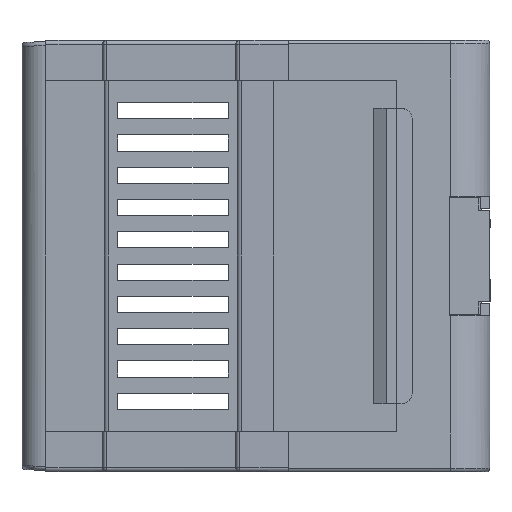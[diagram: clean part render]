
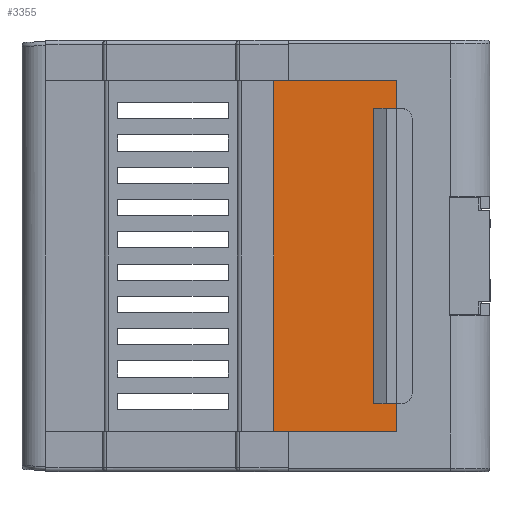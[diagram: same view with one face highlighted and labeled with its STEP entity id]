
A CAD part, left-side view. The second image highlights one B-rep face of the part: STEP entity #3355.
In plain terms, the highlighted planar face has unit normal (-1, 0, 0).
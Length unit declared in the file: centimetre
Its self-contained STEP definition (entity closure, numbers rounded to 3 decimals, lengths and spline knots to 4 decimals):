
#301 = LINE ( 'NONE', #22957, #19606 ) ;
#318 = VERTEX_POINT ( 'NONE', #19613 ) ;
#614 = LINE ( 'NONE', #6165, #15953 ) ;
#685 = ORIENTED_EDGE ( 'NONE', *, *, #6445, .F. ) ;
#973 = ORIENTED_EDGE ( 'NONE', *, *, #992, .F. ) ;
#992 = EDGE_CURVE ( 'NONE', #26902, #16171, #6954, .T. ) ;
#1466 = ORIENTED_EDGE ( 'NONE', *, *, #10799, .F. ) ;
#2597 = CARTESIAN_POINT ( 'NONE',  ( -4.4702, 0.2822, -0.0086 ) ) ;
#2771 = DIRECTION ( 'NONE',  ( 0., 1., 0. ) ) ;
#2925 = LINE ( 'NONE', #12912, #21518 ) ;
#3008 = AXIS2_PLACEMENT_3D ( 'NONE', #7868, #26438, #11991 ) ;
#3355 = ADVANCED_FACE ( 'NONE', ( #21787 ), #5863, .F. ) ;
#3428 = CARTESIAN_POINT ( 'NONE',  ( -4.4702, 0., -0.5 ) ) ;
#3996 = DIRECTION ( 'NONE',  ( 0., 1., 0. ) ) ;
#4014 = VECTOR ( 'NONE', #22479, 100. ) ;
#4268 = DIRECTION ( 'NONE',  ( 0., 0., -1. ) ) ;
#4546 = VERTEX_POINT ( 'NONE', #18598 ) ;
#4712 = LINE ( 'NONE', #12051, #15118 ) ;
#5761 = CARTESIAN_POINT ( 'NONE',  ( -4.4702, 0., -4.85 ) ) ;
#5863 = PLANE ( 'NONE',  #3008 ) ;
#6013 = DIRECTION ( 'NONE',  ( 0., 0., -1. ) ) ;
#6165 = CARTESIAN_POINT ( 'NONE',  ( -4.4702, 0., -0.845 ) ) ;
#6190 = CARTESIAN_POINT ( 'NONE',  ( -4.4702, 0.2822, -4.505 ) ) ;
#6445 = EDGE_CURVE ( 'NONE', #16171, #6866, #2925, .T. ) ;
#6866 = VERTEX_POINT ( 'NONE', #19075 ) ;
#6954 = LINE ( 'NONE', #5761, #4014 ) ;
#7150 = CARTESIAN_POINT ( 'NONE',  ( -4.4702, 1.5192, -12.7574 ) ) ;
#7868 = CARTESIAN_POINT ( 'NONE',  ( -4.4702, 0., -12.7574 ) ) ;
#8353 = VECTOR ( 'NONE', #6013, 100. ) ;
#9141 = ORIENTED_EDGE ( 'NONE', *, *, #14149, .T. ) ;
#9161 = LINE ( 'NONE', #7150, #19265 ) ;
#9857 = DIRECTION ( 'NONE',  ( 0., 1., 0. ) ) ;
#9869 = VECTOR ( 'NONE', #9857, 100. ) ;
#10176 = ORIENTED_EDGE ( 'NONE', *, *, #24347, .T. ) ;
#10279 = CARTESIAN_POINT ( 'NONE',  ( -4.4702, 0., 7.4074 ) ) ;
#10315 = DIRECTION ( 'NONE',  ( 0., -1., 0. ) ) ;
#10388 = EDGE_CURVE ( 'NONE', #12137, #23009, #301, .T. ) ;
#10799 = EDGE_CURVE ( 'NONE', #11192, #12137, #17278, .T. ) ;
#11192 = VERTEX_POINT ( 'NONE', #17945 ) ;
#11293 = LINE ( 'NONE', #10279, #8353 ) ;
#11469 = ORIENTED_EDGE ( 'NONE', *, *, #16940, .T. ) ;
#11991 = DIRECTION ( 'NONE',  ( 0., 0., -1. ) ) ;
#12051 = CARTESIAN_POINT ( 'NONE',  ( -4.4702, 0., -12.7574 ) ) ;
#12137 = VERTEX_POINT ( 'NONE', #6190 ) ;
#12704 = EDGE_LOOP ( 'NONE', ( #1466, #11469, #9141, #19743, #10176, #25446, #685, #973, #22455, #15458 ) ) ;
#12912 = CARTESIAN_POINT ( 'NONE',  ( -4.4702, 0., -4.85 ) ) ;
#13067 = VECTOR ( 'NONE', #4268, 100. ) ;
#13817 = CARTESIAN_POINT ( 'NONE',  ( -4.4702, 1.3392, -0.5 ) ) ;
#14149 = EDGE_CURVE ( 'NONE', #4546, #16686, #4712, .T. ) ;
#14526 = DIRECTION ( 'NONE',  ( 0., -1., 0. ) ) ;
#14933 = LINE ( 'NONE', #22736, #23745 ) ;
#15118 = VECTOR ( 'NONE', #26970, 100. ) ;
#15143 = EDGE_CURVE ( 'NONE', #16686, #17844, #20286, .T. ) ;
#15458 = ORIENTED_EDGE ( 'NONE', *, *, #10388, .F. ) ;
#15953 = VECTOR ( 'NONE', #14526, 100. ) ;
#15983 = CARTESIAN_POINT ( 'NONE',  ( -4.4702, 0., -4.505 ) ) ;
#16171 = VERTEX_POINT ( 'NONE', #21812 ) ;
#16686 = VERTEX_POINT ( 'NONE', #3428 ) ;
#16940 = EDGE_CURVE ( 'NONE', #11192, #4546, #614, .T. ) ;
#17278 = LINE ( 'NONE', #2597, #13067 ) ;
#17844 = VERTEX_POINT ( 'NONE', #13817 ) ;
#17945 = CARTESIAN_POINT ( 'NONE',  ( -4.4702, 0.2822, -0.845 ) ) ;
#18598 = CARTESIAN_POINT ( 'NONE',  ( -4.4702, 0., -0.845 ) ) ;
#19075 = CARTESIAN_POINT ( 'NONE',  ( -4.4702, 1.5192, -4.85 ) ) ;
#19110 = EDGE_CURVE ( 'NONE', #23009, #26902, #11293, .T. ) ;
#19265 = VECTOR ( 'NONE', #20006, 100. ) ;
#19606 = VECTOR ( 'NONE', #10315, 100. ) ;
#19613 = CARTESIAN_POINT ( 'NONE',  ( -4.4702, 1.5192, -0.5 ) ) ;
#19743 = ORIENTED_EDGE ( 'NONE', *, *, #15143, .T. ) ;
#20006 = DIRECTION ( 'NONE',  ( 0., 0., 1. ) ) ;
#20286 = LINE ( 'NONE', #22146, #9869 ) ;
#21518 = VECTOR ( 'NONE', #2771, 100. ) ;
#21787 = FACE_OUTER_BOUND ( 'NONE', #12704, .T. ) ;
#21812 = CARTESIAN_POINT ( 'NONE',  ( -4.4702, 1.3392, -4.85 ) ) ;
#22146 = CARTESIAN_POINT ( 'NONE',  ( -4.4702, 0., -0.5 ) ) ;
#22455 = ORIENTED_EDGE ( 'NONE', *, *, #19110, .F. ) ;
#22479 = DIRECTION ( 'NONE',  ( 0., 1., 0. ) ) ;
#22736 = CARTESIAN_POINT ( 'NONE',  ( -4.4702, 0., -0.5 ) ) ;
#22957 = CARTESIAN_POINT ( 'NONE',  ( -4.4702, 0., -4.505 ) ) ;
#23009 = VERTEX_POINT ( 'NONE', #15983 ) ;
#23024 = CARTESIAN_POINT ( 'NONE',  ( -4.4702, 0., -4.85 ) ) ;
#23496 = EDGE_CURVE ( 'NONE', #6866, #318, #9161, .T. ) ;
#23745 = VECTOR ( 'NONE', #3996, 100. ) ;
#24347 = EDGE_CURVE ( 'NONE', #17844, #318, #14933, .T. ) ;
#25446 = ORIENTED_EDGE ( 'NONE', *, *, #23496, .F. ) ;
#26438 = DIRECTION ( 'NONE',  ( 1., 0., 0. ) ) ;
#26902 = VERTEX_POINT ( 'NONE', #23024 ) ;
#26970 = DIRECTION ( 'NONE',  ( 0., 0., 1. ) ) ;
